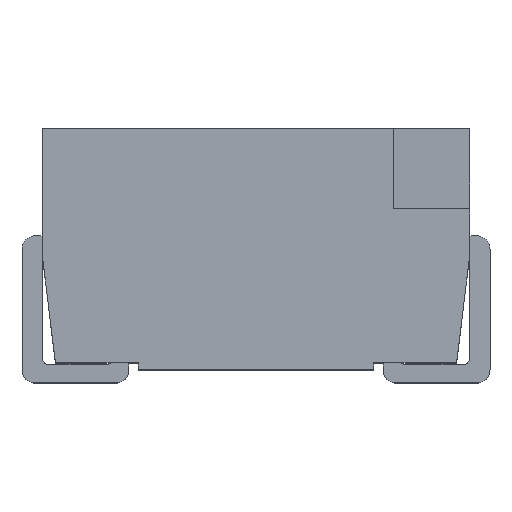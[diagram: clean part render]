
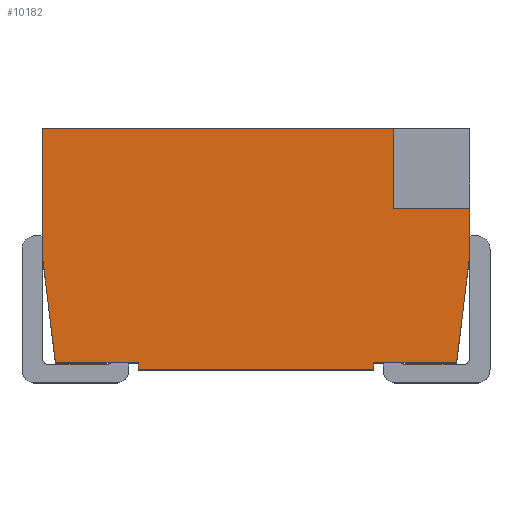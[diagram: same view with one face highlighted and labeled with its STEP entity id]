
A CAD part, top view. The second image highlights one B-rep face of the part: STEP entity #10182.
In plain terms, the highlighted planar face has unit normal (0, 0, 1).
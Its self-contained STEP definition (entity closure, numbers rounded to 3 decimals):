
#1340 = VERTEX_POINT('',#1341);
#1341 = CARTESIAN_POINT('',(0.87,0.15,2.8)
  );
#1349 = EDGE_CURVE('',#1340,#1350,#1352,.T.);
#1350 = VERTEX_POINT('',#1351);
#1351 = CARTESIAN_POINT('',(0.25,0.15,2.8));
#1352 = LINE('',#1353,#1354);
#1353 = CARTESIAN_POINT('',(0.87,0.15,2.8)
  );
#1354 = VECTOR('',#1355,1.);
#1355 = DIRECTION('',(-1.,0.,0.));
#3762 = VERTEX_POINT('',#3763);
#3763 = CARTESIAN_POINT('',(0.87,0.1,2.8
    ));
#3769 = EDGE_CURVE('',#1340,#3762,#3770,.T.);
#3770 = LINE('',#3771,#3772);
#3771 = CARTESIAN_POINT('',(0.87,0.15,2.8)
  );
#3772 = VECTOR('',#3773,1.);
#3773 = DIRECTION('',(0.,-1.,0.));
#3863 = VERTEX_POINT('',#3864);
#3864 = CARTESIAN_POINT('',(3.35,1.3,2.8
    ));
#3870 = EDGE_CURVE('',#3863,#3871,#3873,.T.);
#3871 = VERTEX_POINT('',#3872);
#3872 = CARTESIAN_POINT('',(3.35,0.964,2.8
    ));
#3873 = LINE('',#3874,#3875);
#3874 = CARTESIAN_POINT('',(3.35,1.3,2.8
    ));
#3875 = VECTOR('',#3876,1.);
#3876 = DIRECTION('',(0.,-1.,0.));
#4871 = VERTEX_POINT('',#4872);
#4872 = CARTESIAN_POINT('',(0.15,1.9,2.8)
  );
#4878 = EDGE_CURVE('',#4879,#4871,#4881,.T.);
#4879 = VERTEX_POINT('',#4880);
#4880 = CARTESIAN_POINT('',(2.78,1.9,2.8
    ));
#4881 = LINE('',#4882,#4883);
#4882 = CARTESIAN_POINT('',(2.78,1.9,2.8
    ));
#4883 = VECTOR('',#4884,1.);
#4884 = DIRECTION('',(-1.,0.,0.));
#8912 = VERTEX_POINT('',#8913);
#8913 = CARTESIAN_POINT('',(3.25,0.15,2.8));
#8919 = EDGE_CURVE('',#8912,#8920,#8922,.T.);
#8920 = VERTEX_POINT('',#8921);
#8921 = CARTESIAN_POINT('',(2.63,0.15,2.8)
  );
#8922 = LINE('',#8923,#8924);
#8923 = CARTESIAN_POINT('',(3.25,0.15,2.8));
#8924 = VECTOR('',#8925,1.);
#8925 = DIRECTION('',(-1.,0.,0.));
#9340 = EDGE_CURVE('',#3871,#8912,#9341,.T.);
#9341 = LINE('',#9342,#9343);
#9342 = CARTESIAN_POINT('',(3.35,0.964,2.8
    ));
#9343 = VECTOR('',#9344,1.);
#9344 = DIRECTION('',(-0.122,-0.993,0.));
#10147 = VERTEX_POINT('',#10148);
#10148 = CARTESIAN_POINT('',(2.63,0.1,
    2.8));
#10154 = EDGE_CURVE('',#10147,#3762,#10155,.T.);
#10155 = LINE('',#10156,#10157);
#10156 = CARTESIAN_POINT('',(2.63,0.1,
    2.8));
#10157 = VECTOR('',#10158,1.);
#10158 = DIRECTION('',(-1.,0.,0.));
#10169 = EDGE_CURVE('',#8920,#10147,#10170,.T.);
#10170 = LINE('',#10171,#10172);
#10171 = CARTESIAN_POINT('',(2.63,0.15,2.8
    ));
#10172 = VECTOR('',#10173,1.);
#10173 = DIRECTION('',(0.,-1.,0.));
#10182 = ADVANCED_FACE('',(#10183),#10221,.T.);
#10183 = FACE_BOUND('',#10184,.T.);
#10184 = EDGE_LOOP('',(#10185,#10186,#10187,#10188,#10189,#10190,#10198,
    #10204,#10205,#10213,#10219,#10220));
#10185 = ORIENTED_EDGE('',*,*,#10154,.F.);
#10186 = ORIENTED_EDGE('',*,*,#10169,.F.);
#10187 = ORIENTED_EDGE('',*,*,#8919,.F.);
#10188 = ORIENTED_EDGE('',*,*,#9340,.F.);
#10189 = ORIENTED_EDGE('',*,*,#3870,.F.);
#10190 = ORIENTED_EDGE('',*,*,#10191,.T.);
#10191 = EDGE_CURVE('',#3863,#10192,#10194,.T.);
#10192 = VERTEX_POINT('',#10193);
#10193 = CARTESIAN_POINT('',(2.78,1.3,
    2.8));
#10194 = LINE('',#10195,#10196);
#10195 = CARTESIAN_POINT('',(3.35,1.3,
    2.8));
#10196 = VECTOR('',#10197,1.);
#10197 = DIRECTION('',(-1.,0.,0.));
#10198 = ORIENTED_EDGE('',*,*,#10199,.F.);
#10199 = EDGE_CURVE('',#4879,#10192,#10200,.T.);
#10200 = LINE('',#10201,#10202);
#10201 = CARTESIAN_POINT('',(2.78,1.9,
    2.8));
#10202 = VECTOR('',#10203,1.);
#10203 = DIRECTION('',(0.,-1.,0.));
#10204 = ORIENTED_EDGE('',*,*,#4878,.T.);
#10205 = ORIENTED_EDGE('',*,*,#10206,.T.);
#10206 = EDGE_CURVE('',#4871,#10207,#10209,.T.);
#10207 = VERTEX_POINT('',#10208);
#10208 = CARTESIAN_POINT('',(0.15,0.964,2.8
    ));
#10209 = LINE('',#10210,#10211);
#10210 = CARTESIAN_POINT('',(0.15,1.9,2.8
    ));
#10211 = VECTOR('',#10212,1.);
#10212 = DIRECTION('',(0.,-1.,0.));
#10213 = ORIENTED_EDGE('',*,*,#10214,.F.);
#10214 = EDGE_CURVE('',#1350,#10207,#10215,.T.);
#10215 = LINE('',#10216,#10217);
#10216 = CARTESIAN_POINT('',(0.25,0.15,2.8));
#10217 = VECTOR('',#10218,1.);
#10218 = DIRECTION('',(-0.122,0.993,0.));
#10219 = ORIENTED_EDGE('',*,*,#1349,.F.);
#10220 = ORIENTED_EDGE('',*,*,#3769,.T.);
#10221 = PLANE('',#10222);
#10222 = AXIS2_PLACEMENT_3D('',#10223,#10224,#10225);
#10223 = CARTESIAN_POINT('',(1.715,0.989,
    2.8));
#10224 = DIRECTION('',(0.,0.,1.));
#10225 = DIRECTION('',(0.,1.,0.));
